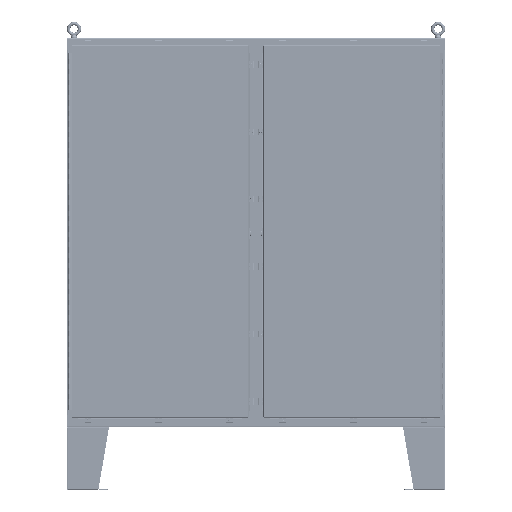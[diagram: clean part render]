
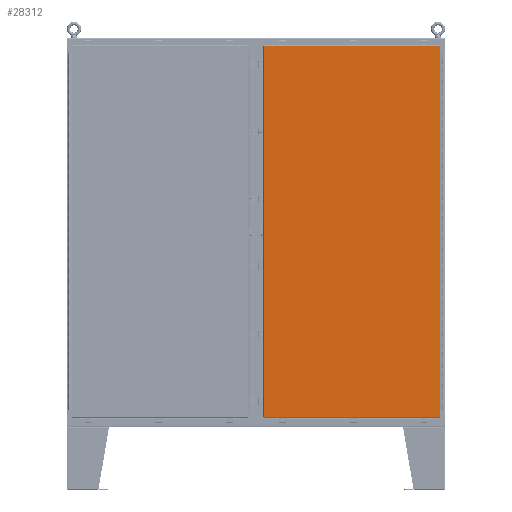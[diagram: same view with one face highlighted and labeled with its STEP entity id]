
A CAD part, top view. The second image highlights one B-rep face of the part: STEP entity #28312.
In plain terms, the highlighted planar face has unit normal (0, 0, 1).
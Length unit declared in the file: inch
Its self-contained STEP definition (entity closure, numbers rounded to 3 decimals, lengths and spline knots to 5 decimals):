
#1122 = EDGE_CURVE ( 'NONE', #47351, #21232, #46897, .T. ) ;
#2508 = LINE ( 'NONE', #54859, #52286 ) ;
#4341 = VECTOR ( 'NONE', #63982, 39.37008 ) ;
#4491 = ORIENTED_EDGE ( 'NONE', *, *, #39687, .T. ) ;
#4552 = CARTESIAN_POINT ( 'NONE',  ( 33.6245, 0.125, 0.09375 ) ) ;
#5675 = CARTESIAN_POINT ( 'NONE',  ( 0.125, 70.875, 0.09375 ) ) ;
#9757 = AXIS2_PLACEMENT_3D ( 'NONE', #56100, #26502, #61064 ) ;
#10555 = ORIENTED_EDGE ( 'NONE', *, *, #39975, .T. ) ;
#15975 = EDGE_LOOP ( 'NONE', ( #4491, #22886, #10555, #41953 ) ) ;
#17624 = DIRECTION ( 'NONE',  ( 0., -1., 0. ) ) ;
#19532 = EDGE_CURVE ( 'NONE', #27893, #52506, #44081, .T. ) ;
#21232 = VERTEX_POINT ( 'NONE', #5675 ) ;
#22886 = ORIENTED_EDGE ( 'NONE', *, *, #19532, .T. ) ;
#26293 = PLANE ( 'NONE',  #9757 ) ;
#26502 = DIRECTION ( 'NONE',  ( 0., 0., 1. ) ) ;
#27893 = VERTEX_POINT ( 'NONE', #57906 ) ;
#28312 = ADVANCED_FACE ( 'NONE', ( #47556 ), #26293, .T. ) ;
#29447 = CARTESIAN_POINT ( 'NONE',  ( 8.49987, 0.125, 0.09375 ) ) ;
#33679 = VECTOR ( 'NONE', #49324, 39.37008 ) ;
#39687 = EDGE_CURVE ( 'NONE', #21232, #27893, #55461, .T. ) ;
#39975 = EDGE_CURVE ( 'NONE', #52506, #47351, #2508, .T. ) ;
#41953 = ORIENTED_EDGE ( 'NONE', *, *, #1122, .T. ) ;
#42387 = CARTESIAN_POINT ( 'NONE',  ( 33.6245, 70.875, 0.09375 ) ) ;
#44081 = LINE ( 'NONE', #29447, #4341 ) ;
#46897 = LINE ( 'NONE', #49534, #33679 ) ;
#47351 = VERTEX_POINT ( 'NONE', #42387 ) ;
#47556 = FACE_OUTER_BOUND ( 'NONE', #15975, .T. ) ;
#49324 = DIRECTION ( 'NONE',  ( -1., 0., 0. ) ) ;
#49534 = CARTESIAN_POINT ( 'NONE',  ( 25.24963, 70.875, 0.09375 ) ) ;
#52286 = VECTOR ( 'NONE', #55081, 39.37008 ) ;
#52310 = CARTESIAN_POINT ( 'NONE',  ( 0.125, 53.1875, 0.09375 ) ) ;
#52506 = VERTEX_POINT ( 'NONE', #4552 ) ;
#53862 = VECTOR ( 'NONE', #17624, 39.37008 ) ;
#54859 = CARTESIAN_POINT ( 'NONE',  ( 33.6245, 17.8125, 0.09375 ) ) ;
#55081 = DIRECTION ( 'NONE',  ( 0., 1., 0. ) ) ;
#55461 = LINE ( 'NONE', #52310, #53862 ) ;
#56100 = CARTESIAN_POINT ( 'NONE',  ( 16.87475, 35.5, 0.09375 ) ) ;
#57906 = CARTESIAN_POINT ( 'NONE',  ( 0.125, 0.125, 0.09375 ) ) ;
#61064 = DIRECTION ( 'NONE',  ( 1., 0., 0. ) ) ;
#63982 = DIRECTION ( 'NONE',  ( 1., 0., 0. ) ) ;
